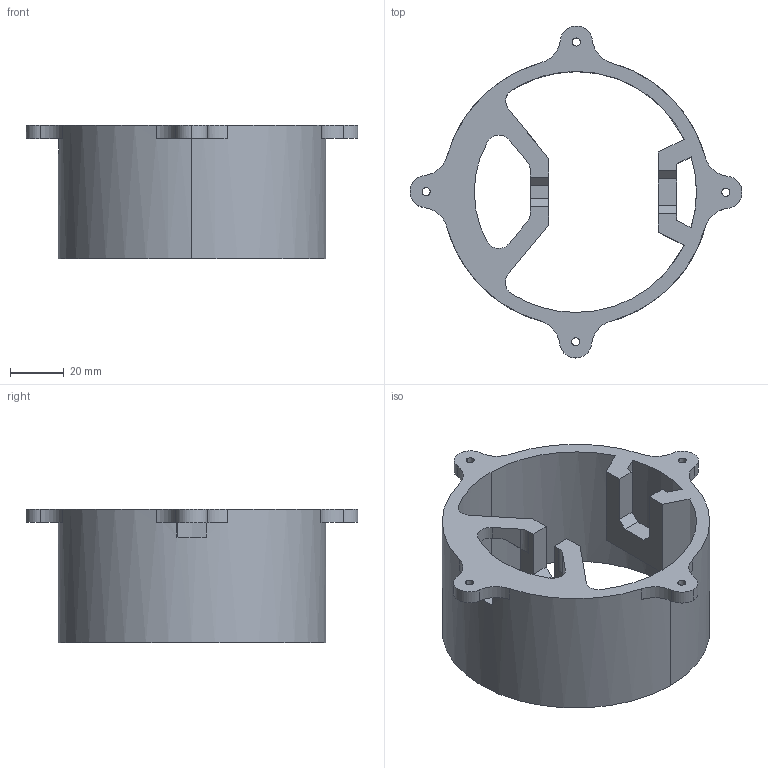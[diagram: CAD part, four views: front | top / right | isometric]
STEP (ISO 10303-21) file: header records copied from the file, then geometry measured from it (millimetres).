
FILE_DESCRIPTION (( 'STEP AP203' ), '1' );
FILE_NAME ('Circular Base_Default_sldprt.STEP', '2025-08-10T22:19:02', ( '' ), ( '' ), 'SwSTEP 2.0', 'SolidWorks 2024', '' );
FILE_SCHEMA (( 'CONFIG_CONTROL_DESIGN' ));
Length unit declared in the file: millimetre
Products named in the file (1): Circular Base_Default_sldprt
Bounding box: 123.96 x 123.98 x 50.04 mm (x, y, z)
Volume: 92148.6 mm3; surface area: 41047.7 mm2
Topology: 1 solids, 1 shells, 86 faces, 254 edges, 168 vertices
Faces by surface type: plane 45, cylinder 41
Entity records: 3013 total; most frequent: DIRECTION 524, CARTESIAN_POINT 515, ORIENTED_EDGE 508, EDGE_CURVE 254, AXIS2_PLACEMENT_3D 185, VERTEX_POINT 168, VECTOR 154, LINE 154
